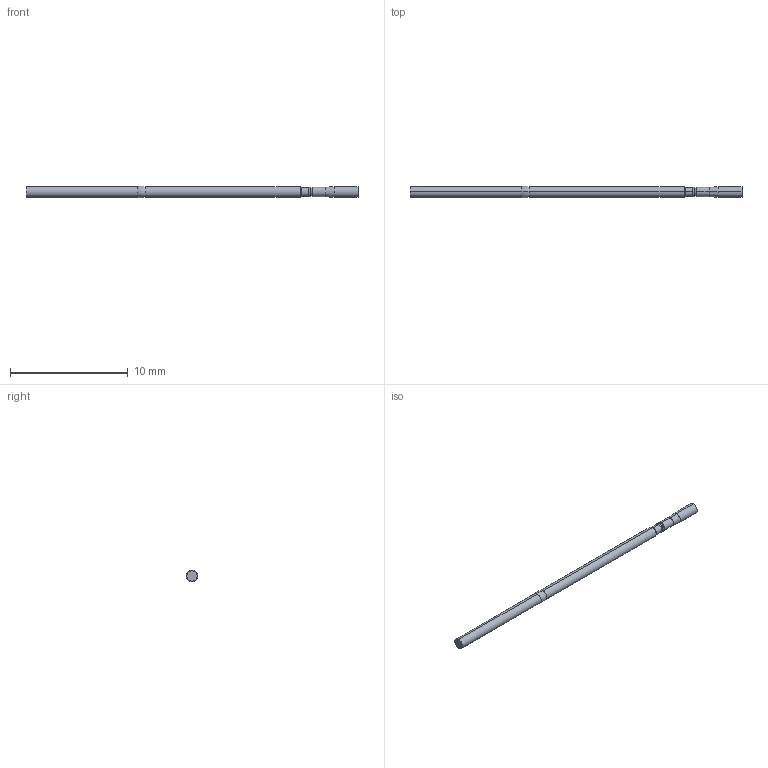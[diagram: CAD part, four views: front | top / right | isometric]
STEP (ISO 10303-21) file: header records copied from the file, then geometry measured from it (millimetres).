
FILE_DESCRIPTION (( 'STEP AP214' ), '1' );
FILE_NAME ('050-SBB161P.STEP', '2016-05-17T14:02:10', ( 'spare' ), ( '' ), 'SwSTEP 2.0', 'SolidWorks 2016', '' );
FILE_SCHEMA (( 'AUTOMOTIVE_DESIGN' ));
Length unit declared in the file: inch
Products named in the file (1): 050-SBB161P
Bounding box: 28.24 x 0.99 x 1 mm (x, y, z)
Volume: 17.8 mm3; surface area: 81 mm2
Topology: 1 solids, 1 shells, 27 faces, 52 edges, 28 vertices
Faces by surface type: cylinder 10, cone 8, torus 6, plane 3
Entity records: 1071 total; most frequent: DIRECTION 142, CARTESIAN_POINT 108, ORIENTED_EDGE 104, AXIS2_PLACEMENT_3D 62, EDGE_CURVE 52, CIRCLE 34, UNCERTAINTY_MEASURE_WITH_UNIT 30, DIMENSIONAL_EXPONENTS 30
